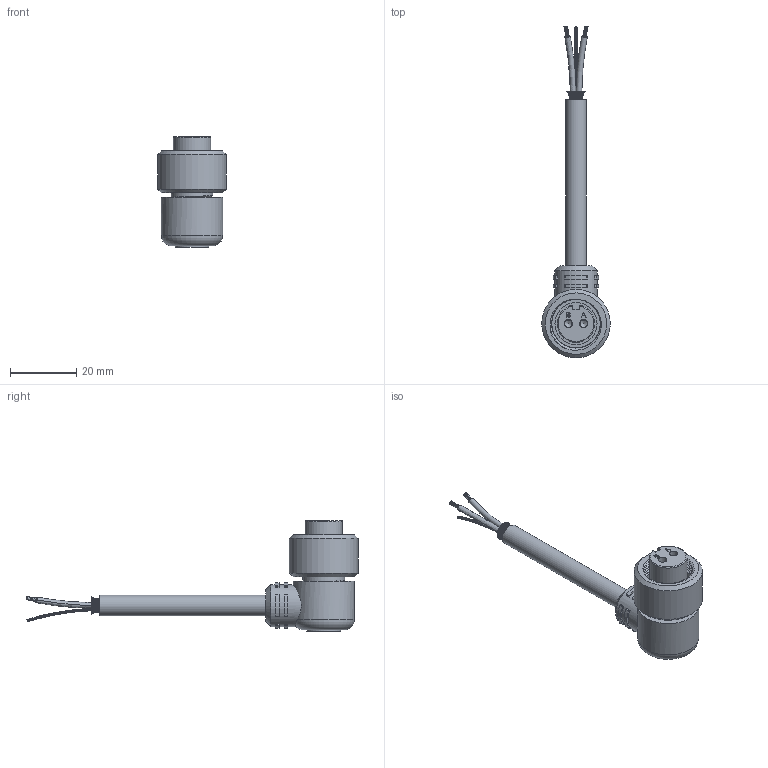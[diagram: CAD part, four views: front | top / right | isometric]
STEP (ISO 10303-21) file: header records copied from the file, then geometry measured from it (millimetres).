
FILE_DESCRIPTION(/* description */ (''),/* implementation_level */ '2;1');
FILE_NAME(/* name */ 'A2E.stp',/* time_stamp */ '2017-04-28T16:46:31-04:00',/* author */ ('aneininger'),/* organization */ (''),/* preprocessor_version */ 'ST-DEVELOPER v16.5',/* originating_system */ 'Autodesk Inventor 2017',/* authorisation */ '');
FILE_SCHEMA (('AUTOMOTIVE_DESIGN { 1 0 10303 214 3 1 1 }'));
Length unit declared in the file: inch
Products named in the file (1): A2E
Bounding box: 20.7 x 100.21 x 33.35 mm (x, y, z)
Volume: 9153.3 mm3; surface area: 7275.1 mm2
Topology: 2 solids, 2 shells, 809 faces, 2696 edges, 1676 vertices
Faces by surface type: bspline 411, plane 264, cylinder 121, cone 9, torus 4
Full cylindrical faces by diameter (mm): 0.127 x19, 0.203 x38, 2.032 x2, 2.235 x2, 2.54 x2, 2.794 x2, 3.353 x1, 3.988 x1, 4.115 x1, 4.142 x1, 4.267 x1, 6.223 x1, 6.35 x1, 9.271 x1, 10.16 x1, 11.328 x1, 12.649 x1, 12.7 x1, 12.827 x1, 14.605 x1, 15.875 x1, 18.542 x1, 20.697 x1
Entity records: 48284 total; most frequent: CARTESIAN_POINT 25968, ORIENTED_EDGE 5078, DIRECTION 4228, EDGE_CURVE 2534, AXIS2_PLACEMENT_3D 1988, VERTEX_POINT 1610, CIRCLE 1519, EDGE_LOOP 991
